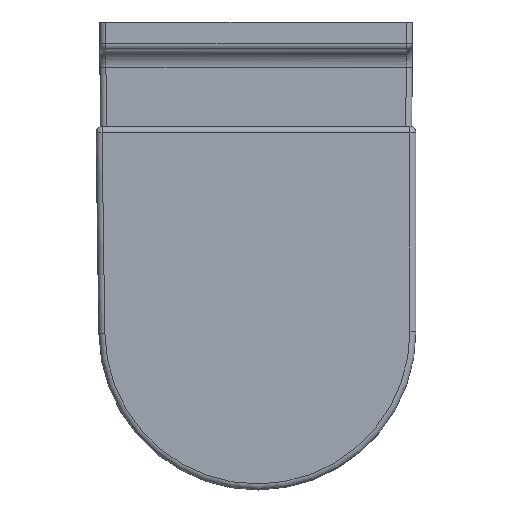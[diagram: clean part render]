
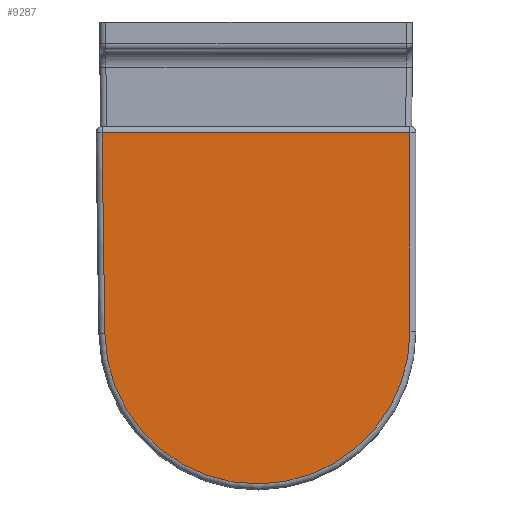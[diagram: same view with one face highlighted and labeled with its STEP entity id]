
A CAD part, top view. The second image highlights one B-rep face of the part: STEP entity #9287.
In plain terms, the highlighted planar face has unit normal (0, 0, 1).
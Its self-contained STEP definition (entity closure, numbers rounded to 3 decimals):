
#9023=CARTESIAN_POINT('',(-1.234,7.991,35.0));
#9024=VERTEX_POINT('',#9023);
#9032=CARTESIAN_POINT('',(233.267,9.617,35.0));
#9033=VERTEX_POINT('',#9032);
#9034=CARTESIAN_POINT('',(-1.234,7.991,35.0));
#9035=DIRECTION('',(1.,0.007,0.0));
#9036=VECTOR('',#9035,234.507);
#9037=LINE('',#9034,#9036);
#9038=EDGE_CURVE('',#9024,#9033,#9037,.T.);
#9065=CARTESIAN_POINT('',(-1.236,-347.991,35.0));
#9066=VERTEX_POINT('',#9065);
#9074=CARTESIAN_POINT('',(0.,-170.,35.0));
#9075=DIRECTION('',(0.0,0.0,-1.0));
#9076=DIRECTION('',(-1.,0.,0.0));
#9077=AXIS2_PLACEMENT_3D('',#9074,#9075,#9076);
#9078=CIRCLE('',#9077,177.996);
#9079=EDGE_CURVE('',#9066,#9024,#9078,.T.);
#9099=CARTESIAN_POINT('',(230.773,-349.603,35.0));
#9100=VERTEX_POINT('',#9099);
#9108=CARTESIAN_POINT('',(230.773,-349.603,35.0));
#9109=DIRECTION('',(-1.,0.007,0.0));
#9110=VECTOR('',#9109,232.014);
#9111=LINE('',#9108,#9110);
#9112=EDGE_CURVE('',#9100,#9066,#9111,.T.);
#9153=CARTESIAN_POINT('',(233.267,9.617,35.0));
#9154=DIRECTION('',(-0.007,-1.,0.0));
#9155=VECTOR('',#9154,359.228);
#9156=LINE('',#9153,#9155);
#9157=EDGE_CURVE('',#9033,#9100,#9156,.T.);
#9276=CARTESIAN_POINT('',(80.239,-169.678,35.0));
#9277=DIRECTION('',(0.0,0.0,1.0));
#9278=DIRECTION('',(1.0,0.0,0.0));
#9279=AXIS2_PLACEMENT_3D('',#9276,#9277,#9278);
#9280=PLANE('',#9279);
#9281=ORIENTED_EDGE('',*,*,#9038,.F.);
#9282=ORIENTED_EDGE('',*,*,#9079,.F.);
#9283=ORIENTED_EDGE('',*,*,#9112,.F.);
#9284=ORIENTED_EDGE('',*,*,#9157,.F.);
#9285=EDGE_LOOP('',(#9281,#9282,#9283,#9284));
#9286=FACE_OUTER_BOUND('',#9285,.T.);
#9287=ADVANCED_FACE('',(#9286),#9280,.T.);
